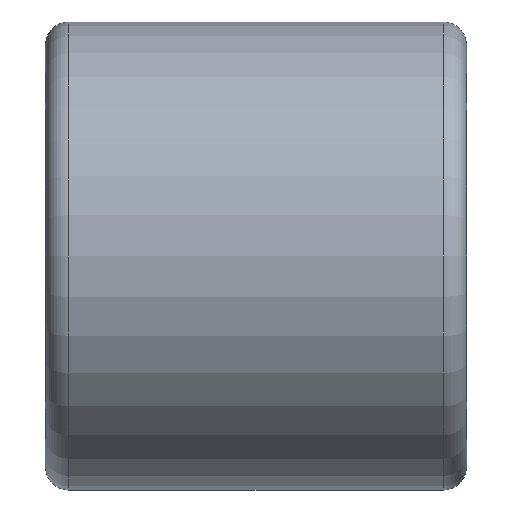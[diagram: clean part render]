
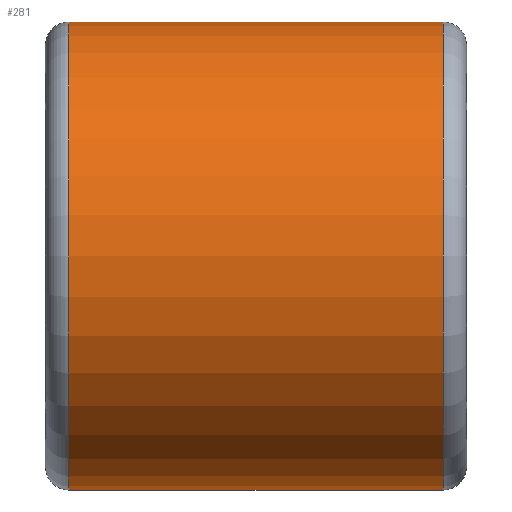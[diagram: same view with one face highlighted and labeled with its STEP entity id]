
A CAD part, left-side view. The second image highlights one B-rep face of the part: STEP entity #281.
In plain terms, the highlighted cylindrical face has radius 5 mm (diameter 10 mm), a partial arc.
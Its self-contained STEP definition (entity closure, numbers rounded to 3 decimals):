
#9 = CARTESIAN_POINT ( 'NONE',  ( 0., 8.5, -5. ) ) ;
#13 = VECTOR ( 'NONE', #355, 1000. ) ;
#18 = EDGE_CURVE ( 'NONE', #67, #70, #130, .T. ) ;
#22 = VERTEX_POINT ( 'NONE', #325 ) ;
#38 = FACE_OUTER_BOUND ( 'NONE', #246, .T. ) ;
#41 = CARTESIAN_POINT ( 'NONE',  ( 0., 8.5, 5. ) ) ;
#49 = EDGE_CURVE ( 'NONE', #102, #22, #139, .T. ) ;
#55 = EDGE_CURVE ( 'NONE', #22, #70, #90, .T. ) ;
#57 = DIRECTION ( 'NONE',  ( 0., -1., 0. ) ) ;
#67 = VERTEX_POINT ( 'NONE', #41 ) ;
#70 = VERTEX_POINT ( 'NONE', #324 ) ;
#74 = CYLINDRICAL_SURFACE ( 'NONE', #251, 5. ) ;
#76 = AXIS2_PLACEMENT_3D ( 'NONE', #203, #81, #233 ) ;
#77 = DIRECTION ( 'NONE',  ( 0., 0., -1. ) ) ;
#81 = DIRECTION ( 'NONE',  ( 0., 1., 0. ) ) ;
#88 = DIRECTION ( 'NONE',  ( 0., 0., 1. ) ) ;
#90 = CIRCLE ( 'NONE', #76, 5. ) ;
#102 = VERTEX_POINT ( 'NONE', #9 ) ;
#106 = DIRECTION ( 'NONE',  ( 0., -1., 0. ) ) ;
#111 = CARTESIAN_POINT ( 'NONE',  ( 0., 9., 5. ) ) ;
#115 = CIRCLE ( 'NONE', #339, 5. ) ;
#119 = CARTESIAN_POINT ( 'NONE',  ( 0., 8.5, 0. ) ) ;
#130 = LINE ( 'NONE', #111, #335 ) ;
#139 = LINE ( 'NONE', #197, #13 ) ;
#152 = ORIENTED_EDGE ( 'NONE', *, *, #55, .T. ) ;
#172 = EDGE_CURVE ( 'NONE', #67, #102, #115, .T. ) ;
#197 = CARTESIAN_POINT ( 'NONE',  ( 0., 9., -5. ) ) ;
#203 = CARTESIAN_POINT ( 'NONE',  ( 0., 0.5, 0. ) ) ;
#226 = CARTESIAN_POINT ( 'NONE',  ( 0., 9., 0. ) ) ;
#233 = DIRECTION ( 'NONE',  ( 0., 0., 1. ) ) ;
#246 = EDGE_LOOP ( 'NONE', ( #401, #274, #289, #152 ) ) ;
#251 = AXIS2_PLACEMENT_3D ( 'NONE', #226, #106, #77 ) ;
#274 = ORIENTED_EDGE ( 'NONE', *, *, #172, .T. ) ;
#281 = ADVANCED_FACE ( 'NONE', ( #38 ), #74, .T. ) ;
#289 = ORIENTED_EDGE ( 'NONE', *, *, #49, .T. ) ;
#322 = DIRECTION ( 'NONE',  ( 0., -1., 0. ) ) ;
#324 = CARTESIAN_POINT ( 'NONE',  ( 0., 0.5, 5. ) ) ;
#325 = CARTESIAN_POINT ( 'NONE',  ( 0., 0.5, -5. ) ) ;
#335 = VECTOR ( 'NONE', #322, 1000. ) ;
#339 = AXIS2_PLACEMENT_3D ( 'NONE', #119, #57, #88 ) ;
#355 = DIRECTION ( 'NONE',  ( 0., -1., 0. ) ) ;
#401 = ORIENTED_EDGE ( 'NONE', *, *, #18, .F. ) ;
